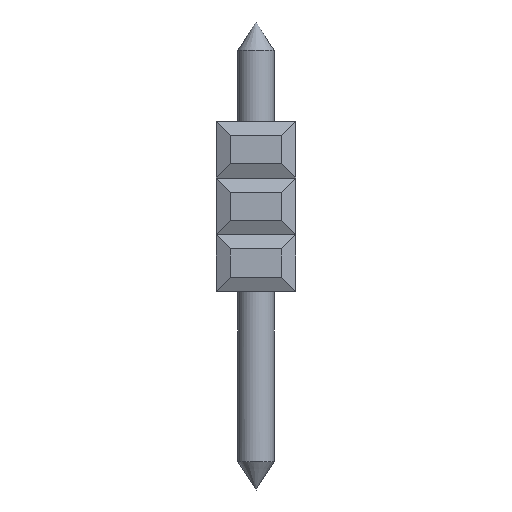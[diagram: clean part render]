
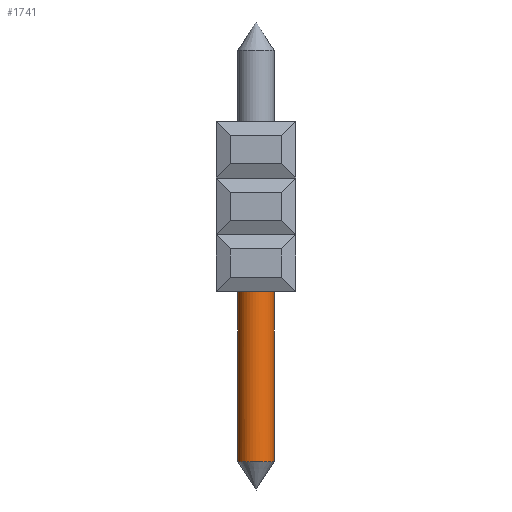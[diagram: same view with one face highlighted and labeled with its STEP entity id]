
A CAD part, left-side view. The second image highlights one B-rep face of the part: STEP entity #1741.
In plain terms, the highlighted cylindrical face has radius 0.65 mm (diameter 1.3 mm), a full revolution.
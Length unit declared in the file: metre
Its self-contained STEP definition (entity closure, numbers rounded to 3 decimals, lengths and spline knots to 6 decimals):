
#1741=ADVANCED_FACE('',(#4172,#4173),#4174,.T.);
#4172=FACE_OUTER_BOUND('',#7243,.T.);
#4173=FACE_OUTER_BOUND('',#7244,.T.);
#4174=CYLINDRICAL_SURFACE('',#7245,0.00065);
#7243=EDGE_LOOP('',(#12818));
#7244=EDGE_LOOP('',(#12819));
#7245=AXIS2_PLACEMENT_3D('',#12820,#12821,#12822);
#12818=ORIENTED_EDGE('',*,*,#18965,.F.);
#12819=ORIENTED_EDGE('',*,*,#18966,.F.);
#12820=CARTESIAN_POINT('',(0.02065,-0.03326,-0.0015));
#12821=DIRECTION('',(0.0,0.,-1.0));
#12822=DIRECTION('',(-1.0,0.0,0.0));
#18965=EDGE_CURVE('',#23169,#23169,#23170,.T.);
#18966=EDGE_CURVE('',#23171,#23171,#23172,.T.);
#23169=VERTEX_POINT('',#28962);
#23170=CIRCLE('',#28963,0.00065);
#23171=VERTEX_POINT('',#28964);
#23172=CIRCLE('',#28965,0.00065);
#28962=CARTESIAN_POINT('',(0.02104,-0.03274,-0.012));
#28963=AXIS2_PLACEMENT_3D('',#32740,#32741,#32742);
#28964=CARTESIAN_POINT('',(0.02065,-0.03391,-0.0058));
#28965=AXIS2_PLACEMENT_3D('',#32743,#32744,#32745);
#32740=CARTESIAN_POINT('',(0.02065,-0.03326,-0.012));
#32741=DIRECTION('',(0.,0.,-1.0));
#32742=DIRECTION('',(0.6,0.8,0.));
#32743=CARTESIAN_POINT('',(0.02065,-0.03326,-0.0058));
#32744=DIRECTION('',(0.0,0.,1.0));
#32745=DIRECTION('',(0.0,-1.0,0.));
